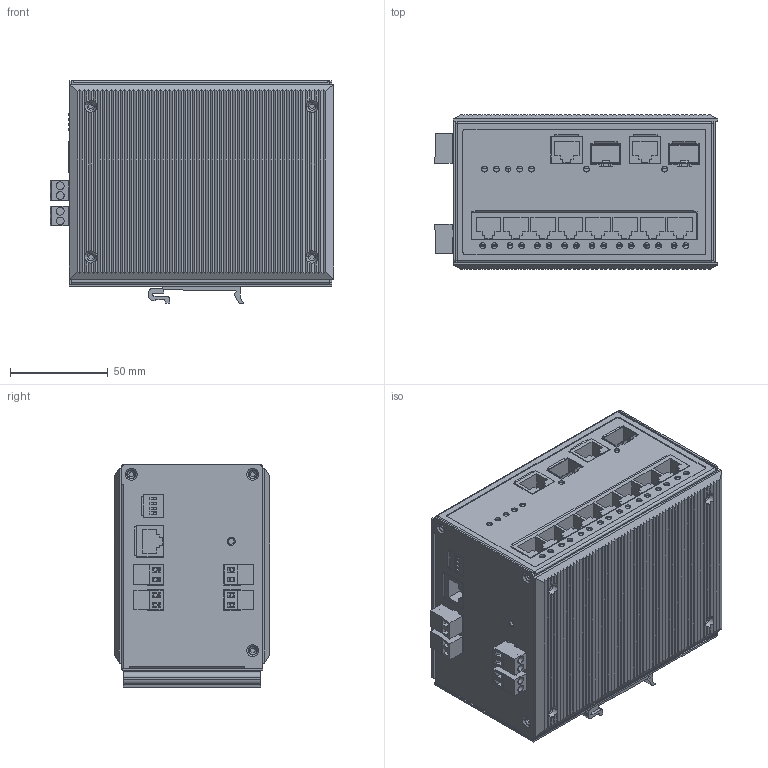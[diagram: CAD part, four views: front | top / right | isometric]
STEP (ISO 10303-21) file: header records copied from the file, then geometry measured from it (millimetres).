
FILE_DESCRIPTION((''),'2;1');
FILE_NAME('EDS-P510A-8POE','2012-12-24T',('Chialu_Chang'),(''),'PRO/ENGINEER BY PARAMETRIC TECHNOLOGY CORPORATION, 2004320','PRO/ENGINEER BY PARAMETRIC TECHNOLOGY CORPORATION, 2004320','');
FILE_SCHEMA(('CONFIG_CONTROL_DESIGN'));
Products named in the file (1): EDS-P510A-8POE
Bounding box: 144.6 x 79.18 x 113.8 mm (x, y, z)
Surface area: 321657.6 mm2 (no closed solid volume)
Topology: 0 solids, 154 shells, 5843 faces, 13929 edges, 8815 vertices
Faces by surface type: plane 4636, cylinder 882, cone 260, torus 64, bspline 1
Entity records: 166672 total; most frequent: CARTESIAN_POINT 30201, ORIENTED_EDGE 27730, DIRECTION 27722, EDGE_CURVE 13909, VECTOR 11088, LINE 11088, VERTEX_POINT 8815, AXIS2_PLACEMENT_3D 8317
